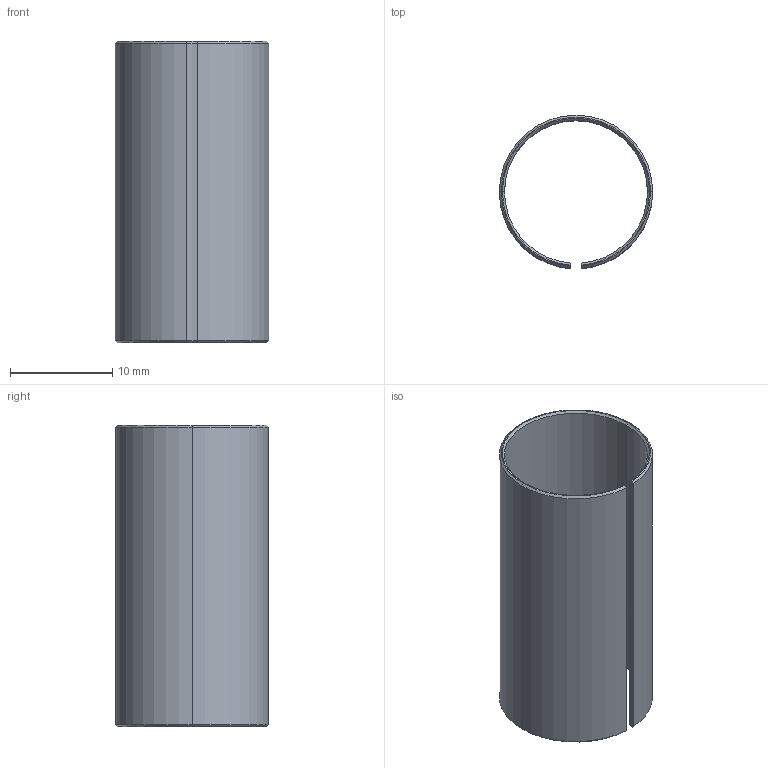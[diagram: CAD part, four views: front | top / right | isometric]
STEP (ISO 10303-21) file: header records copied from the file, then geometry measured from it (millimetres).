
FILE_DESCRIPTION (( 'STEP AP203' ), '1' );
FILE_NAME ('M077_9432-14.STEP', '2018-07-30T07:35:00', ( '' ), ( '' ), 'SwSTEP 2.0', 'SolidWorks 2016', '' );
FILE_SCHEMA (( 'CONFIG_CONTROL_DESIGN' ));
Length unit declared in the file: millimetre
Products named in the file (1): M077_9432-14
Bounding box: 15 x 14.98 x 29.5 mm (x, y, z)
Volume: 653.6 mm3; surface area: 2681.7 mm2
Topology: 1 solids, 1 shells, 22 faces, 52 edges, 32 vertices
Faces by surface type: cone 12, cylinder 6, plane 4
Entity records: 721 total; most frequent: CARTESIAN_POINT 131, DIRECTION 114, ORIENTED_EDGE 104, EDGE_CURVE 52, AXIS2_PLACEMENT_3D 47, VERTEX_POINT 32, CIRCLE 24, FACE_OUTER_BOUND 22
